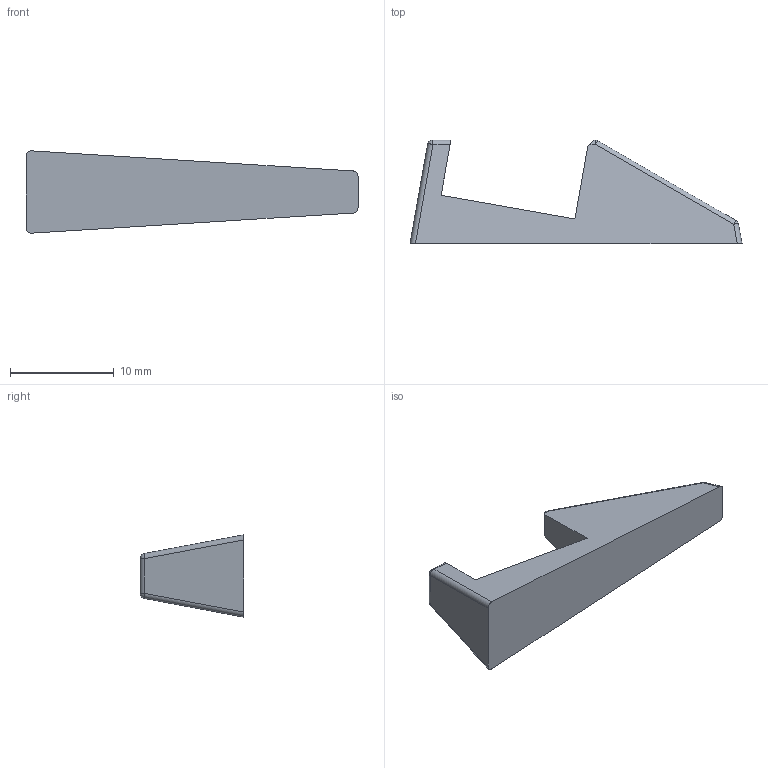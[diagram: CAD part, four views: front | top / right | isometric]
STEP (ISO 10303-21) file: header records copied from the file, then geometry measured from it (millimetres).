
FILE_DESCRIPTION (( 'STEP AP214' ), '1' );
FILE_NAME ('Nozka_1_V2.STEP', '2023-09-24T17:43:39', ( '' ), ( '' ), 'SwSTEP 2.0', 'SolidWorks 2023', '' );
FILE_SCHEMA (( 'AUTOMOTIVE_DESIGN' ));
Length unit declared in the file: millimetre
Products named in the file (1): Nozka_1_V2
Bounding box: 32 x 10 x 7.94 mm (x, y, z)
Volume: 816.1 mm3; surface area: 774.3 mm2
Topology: 1 solids, 1 shells, 33 faces, 74 edges, 43 vertices
Faces by surface type: cylinder 14, plane 12, sphere 7
Entity records: 920 total; most frequent: CARTESIAN_POINT 178, DIRECTION 154, ORIENTED_EDGE 148, EDGE_CURVE 74, AXIS2_PLACEMENT_3D 55, LINE 44, VECTOR 44, VERTEX_POINT 43
